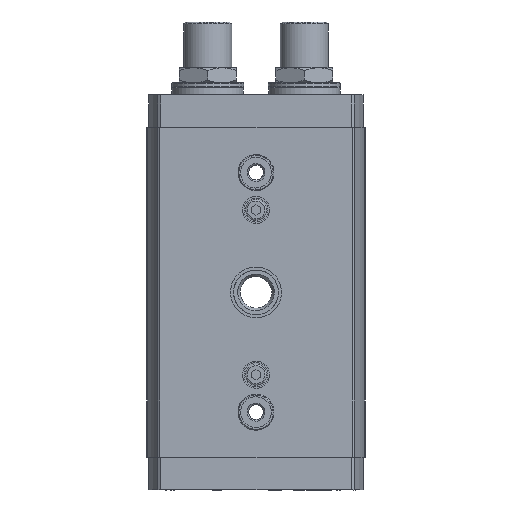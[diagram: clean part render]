
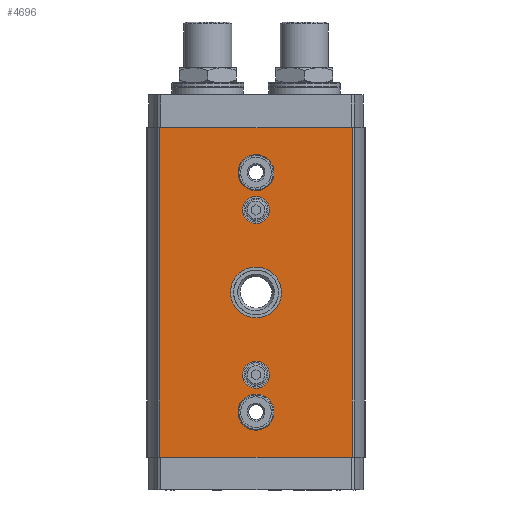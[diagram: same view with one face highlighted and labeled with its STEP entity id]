
A CAD part, front view. The second image highlights one B-rep face of the part: STEP entity #4696.
In plain terms, the highlighted free-form (B-spline) face has degree [1, 1] with [2, 2] control points.
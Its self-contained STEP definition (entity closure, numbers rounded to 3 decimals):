
#4153 = VERTEX_POINT('',#4154);
#4154 = CARTESIAN_POINT('',(-37.314,0.,63.902));
#4159 = EDGE_CURVE('',#4153,#4160,#4162,.T.);
#4160 = VERTEX_POINT('',#4161);
#4161 = CARTESIAN_POINT('',(37.314,0.,63.902));
#4162 = B_SPLINE_CURVE_WITH_KNOTS('',1,(#4163,#4164),.UNSPECIFIED.,.F.,
  .F.,(2,2),(0.,64.232),.PIECEWISE_BEZIER_KNOTS.);
#4163 = CARTESIAN_POINT('',(-37.314,0.,63.902));
#4164 = CARTESIAN_POINT('',(37.314,0.,63.902));
#4461 = VERTEX_POINT('',#4462);
#4462 = CARTESIAN_POINT('',(37.314,0.,-63.902));
#4467 = EDGE_CURVE('',#4468,#4461,#4470,.T.);
#4468 = VERTEX_POINT('',#4469);
#4469 = CARTESIAN_POINT('',(-37.314,0.,-63.902));
#4470 = B_SPLINE_CURVE_WITH_KNOTS('',1,(#4471,#4472),.UNSPECIFIED.,.F.,
  .F.,(2,2),(0.,64.232),.PIECEWISE_BEZIER_KNOTS.);
#4471 = CARTESIAN_POINT('',(-37.314,0.,-63.902));
#4472 = CARTESIAN_POINT('',(37.314,0.,-63.902));
#4687 = EDGE_CURVE('',#4160,#4461,#4688,.T.);
#4688 = B_SPLINE_CURVE_WITH_KNOTS('',1,(#4689,#4690),.UNSPECIFIED.,.F.,
  .F.,(2,2),(-0.,110.),.PIECEWISE_BEZIER_KNOTS.);
#4689 = CARTESIAN_POINT('',(37.314,0.,63.902));
#4690 = CARTESIAN_POINT('',(37.314,0.,-63.902));
#4696 = ADVANCED_FACE('',(#4697,#4711,#4725,#4739,#4753,#4767),#4777,.F.
  );
#4697 = FACE_BOUND('',#4698,.T.);
#4698 = EDGE_LOOP('',(#4699));
#4699 = ORIENTED_EDGE('',*,*,#4700,.F.);
#4700 = EDGE_CURVE('',#4701,#4701,#4703,.T.);
#4701 = VERTEX_POINT('',#4702);
#4702 = CARTESIAN_POINT('',(0.,0.,26.723));
#4703 = ( BOUNDED_CURVE() B_SPLINE_CURVE(2,(#4704,#4705,#4706,#4707,
#4708,#4709,#4710),.UNSPECIFIED.,.T.,.F.) B_SPLINE_CURVE_WITH_KNOTS((1,2
    ,2,2,2,1),(-2.094,0.,2.094,4.189,
6.283,8.378),.UNSPECIFIED.) CURVE() 
GEOMETRIC_REPRESENTATION_ITEM() RATIONAL_B_SPLINE_CURVE((1.,0.5,1.,0.5,
1.,0.5,1.)) REPRESENTATION_ITEM('') );
#4704 = CARTESIAN_POINT('',(0.,0.,26.723));
#4705 = CARTESIAN_POINT('',(9.056,0.,26.723));
#4706 = CARTESIAN_POINT('',(4.528,0.,34.565));
#4707 = CARTESIAN_POINT('',(0.,0.,42.408));
#4708 = CARTESIAN_POINT('',(-4.528,0.,34.565));
#4709 = CARTESIAN_POINT('',(-9.056,0.,26.723));
#4710 = CARTESIAN_POINT('',(0.,0.,26.723));
#4711 = FACE_BOUND('',#4712,.T.);
#4712 = EDGE_LOOP('',(#4713));
#4713 = ORIENTED_EDGE('',*,*,#4714,.F.);
#4714 = EDGE_CURVE('',#4715,#4715,#4717,.T.);
#4715 = VERTEX_POINT('',#4716);
#4716 = CARTESIAN_POINT('',(0.,0.,-37.179));
#4717 = ( BOUNDED_CURVE() B_SPLINE_CURVE(2,(#4718,#4719,#4720,#4721,
#4722,#4723,#4724),.UNSPECIFIED.,.T.,.F.) B_SPLINE_CURVE_WITH_KNOTS((1,2
    ,2,2,2,1),(-2.094,0.,2.094,4.189,
6.283,8.378),.UNSPECIFIED.) CURVE() 
GEOMETRIC_REPRESENTATION_ITEM() RATIONAL_B_SPLINE_CURVE((1.,0.5,1.,0.5,
1.,0.5,1.)) REPRESENTATION_ITEM('') );
#4718 = CARTESIAN_POINT('',(0.,0.,-37.179));
#4719 = CARTESIAN_POINT('',(9.056,0.,-37.179));
#4720 = CARTESIAN_POINT('',(4.528,0.,-29.337));
#4721 = CARTESIAN_POINT('',(0.,0.,-21.494));
#4722 = CARTESIAN_POINT('',(-4.528,0.,-29.337));
#4723 = CARTESIAN_POINT('',(-9.056,0.,-37.179));
#4724 = CARTESIAN_POINT('',(0.,0.,-37.179));
#4725 = FACE_BOUND('',#4726,.T.);
#4726 = EDGE_LOOP('',(#4727));
#4727 = ORIENTED_EDGE('',*,*,#4728,.F.);
#4728 = EDGE_CURVE('',#4729,#4729,#4731,.T.);
#4729 = VERTEX_POINT('',#4730);
#4730 = CARTESIAN_POINT('',(0.,0.,39.503));
#4731 = ( BOUNDED_CURVE() B_SPLINE_CURVE(2,(#4732,#4733,#4734,#4735,
#4736,#4737,#4738),.UNSPECIFIED.,.T.,.F.) B_SPLINE_CURVE_WITH_KNOTS((1,2
    ,2,2,2,1),(-2.094,0.,2.094,4.189,
6.283,8.378),.UNSPECIFIED.) CURVE() 
GEOMETRIC_REPRESENTATION_ITEM() RATIONAL_B_SPLINE_CURVE((1.,0.5,1.,0.5,
1.,0.5,1.)) REPRESENTATION_ITEM('') );
#4732 = CARTESIAN_POINT('',(0.,0.,39.503));
#4733 = CARTESIAN_POINT('',(12.074,0.,39.503));
#4734 = CARTESIAN_POINT('',(6.037,0.,49.96));
#4735 = CARTESIAN_POINT('',(0.,0.,60.416));
#4736 = CARTESIAN_POINT('',(-6.037,0.,49.96));
#4737 = CARTESIAN_POINT('',(-12.074,0.,39.503));
#4738 = CARTESIAN_POINT('',(0.,0.,39.503));
#4739 = FACE_BOUND('',#4740,.T.);
#4740 = EDGE_LOOP('',(#4741));
#4741 = ORIENTED_EDGE('',*,*,#4742,.F.);
#4742 = EDGE_CURVE('',#4743,#4743,#4745,.T.);
#4743 = VERTEX_POINT('',#4744);
#4744 = CARTESIAN_POINT('',(0.,0.,-53.445));
#4745 = ( BOUNDED_CURVE() B_SPLINE_CURVE(2,(#4746,#4747,#4748,#4749,
#4750,#4751,#4752),.UNSPECIFIED.,.T.,.F.) B_SPLINE_CURVE_WITH_KNOTS((1,2
    ,2,2,2,1),(-2.094,0.,2.094,4.189,
6.283,8.378),.UNSPECIFIED.) CURVE() 
GEOMETRIC_REPRESENTATION_ITEM() RATIONAL_B_SPLINE_CURVE((1.,0.5,1.,0.5,
1.,0.5,1.)) REPRESENTATION_ITEM('') );
#4746 = CARTESIAN_POINT('',(0.,0.,-53.445));
#4747 = CARTESIAN_POINT('',(12.074,0.,-53.445));
#4748 = CARTESIAN_POINT('',(6.037,0.,-42.988));
#4749 = CARTESIAN_POINT('',(0.,0.,-32.532));
#4750 = CARTESIAN_POINT('',(-6.037,0.,-42.988));
#4751 = CARTESIAN_POINT('',(-12.074,0.,-53.445));
#4752 = CARTESIAN_POINT('',(0.,0.,-53.445));
#4753 = FACE_BOUND('',#4754,.T.);
#4754 = EDGE_LOOP('',(#4755));
#4755 = ORIENTED_EDGE('',*,*,#4756,.F.);
#4756 = EDGE_CURVE('',#4757,#4757,#4759,.T.);
#4757 = VERTEX_POINT('',#4758);
#4758 = CARTESIAN_POINT('',(0.,0.,-9.876));
#4759 = ( BOUNDED_CURVE() B_SPLINE_CURVE(2,(#4760,#4761,#4762,#4763,
#4764,#4765,#4766),.UNSPECIFIED.,.T.,.F.) B_SPLINE_CURVE_WITH_KNOTS((1,2
    ,2,2,2,1),(-2.094,0.,2.094,4.189,
6.283,8.378),.UNSPECIFIED.) CURVE() 
GEOMETRIC_REPRESENTATION_ITEM() RATIONAL_B_SPLINE_CURVE((1.,0.5,1.,0.5,
1.,0.5,1.)) REPRESENTATION_ITEM('') );
#4760 = CARTESIAN_POINT('',(0.,0.,-9.876));
#4761 = CARTESIAN_POINT('',(17.105,0.,-9.876));
#4762 = CARTESIAN_POINT('',(8.553,0.,4.938));
#4763 = CARTESIAN_POINT('',(0.,0.,19.751));
#4764 = CARTESIAN_POINT('',(-8.553,0.,4.938));
#4765 = CARTESIAN_POINT('',(-17.105,0.,-9.876));
#4766 = CARTESIAN_POINT('',(0.,0.,-9.876));
#4767 = FACE_BOUND('',#4768,.T.);
#4768 = EDGE_LOOP('',(#4769,#4770,#4771,#4772));
#4769 = ORIENTED_EDGE('',*,*,#4467,.T.);
#4770 = ORIENTED_EDGE('',*,*,#4687,.F.);
#4771 = ORIENTED_EDGE('',*,*,#4159,.F.);
#4772 = ORIENTED_EDGE('',*,*,#4773,.T.);
#4773 = EDGE_CURVE('',#4153,#4468,#4774,.T.);
#4774 = B_SPLINE_CURVE_WITH_KNOTS('',1,(#4775,#4776),.UNSPECIFIED.,.F.,
  .F.,(2,2),(-0.,110.),.PIECEWISE_BEZIER_KNOTS.);
#4775 = CARTESIAN_POINT('',(-37.314,0.,63.902));
#4776 = CARTESIAN_POINT('',(-37.314,0.,-63.902));
#4777 = B_SPLINE_SURFACE_WITH_KNOTS('',1,1,(
    (#4778,#4779)
    ,(#4780,#4781
    )),.UNSPECIFIED.,.F.,.F.,.F.,(2,2),(2,2),(-110.,0.),(0.,
    64.232),.PIECEWISE_BEZIER_KNOTS.);
#4778 = CARTESIAN_POINT('',(-37.314,0.,-63.902));
#4779 = CARTESIAN_POINT('',(37.314,0.,-63.902));
#4780 = CARTESIAN_POINT('',(-37.314,0.,63.902));
#4781 = CARTESIAN_POINT('',(37.314,0.,63.902));
